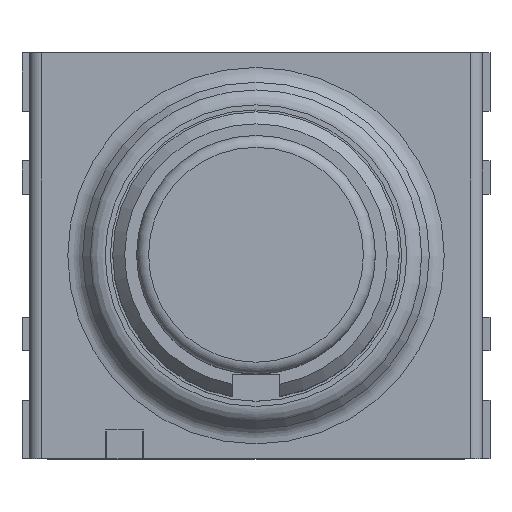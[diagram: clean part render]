
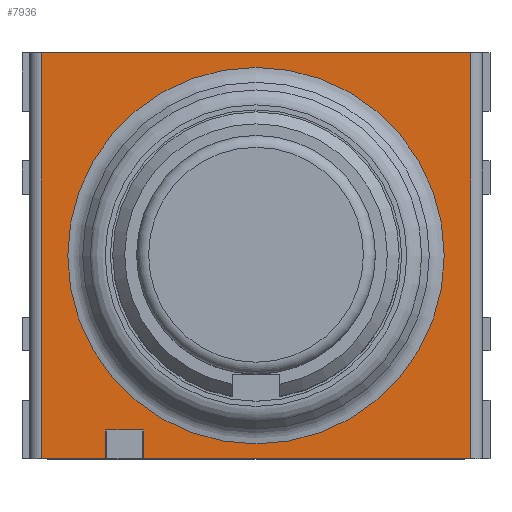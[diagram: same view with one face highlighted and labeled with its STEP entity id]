
A CAD part, top view. The second image highlights one B-rep face of the part: STEP entity #7936.
In plain terms, the highlighted planar face has unit normal (0, 0, 1).
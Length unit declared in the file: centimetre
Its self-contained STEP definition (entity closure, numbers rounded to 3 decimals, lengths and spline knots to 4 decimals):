
#66=FACE_BOUND('',#2890,.T.);
#204=PLANE('',#8516);
#688=LINE('',#12160,#1563);
#698=LINE('',#12187,#1573);
#736=LINE('',#12318,#1611);
#739=LINE('',#12324,#1614);
#743=LINE('',#12330,#1618);
#748=LINE('',#12342,#1623);
#752=LINE('',#12351,#1627);
#757=LINE('',#12361,#1632);
#765=LINE('',#12377,#1640);
#766=LINE('',#12378,#1641);
#1563=VECTOR('',#9793,1.);
#1573=VECTOR('',#9813,1.);
#1611=VECTOR('',#9925,1.);
#1614=VECTOR('',#9930,1.);
#1618=VECTOR('',#9936,1.);
#1623=VECTOR('',#9945,1.);
#1627=VECTOR('',#9953,1.);
#1632=VECTOR('',#9960,1.);
#1640=VECTOR('',#9972,1.);
#1641=VECTOR('',#9973,1.);
#2436=FACE_OUTER_BOUND('',#2889,.T.);
#2889=EDGE_LOOP('',(#6344,#6345,#6346,#6347,#6348,#6349,#6350,#6351,#6352,
#6353));
#2890=EDGE_LOOP('',(#6354));
#3275=CIRCLE('',#8517,0.7884);
#3713=VERTEX_POINT('',#12157);
#3714=VERTEX_POINT('',#12159);
#3724=VERTEX_POINT('',#12181);
#3726=VERTEX_POINT('',#12185);
#3782=VERTEX_POINT('',#12317);
#3784=VERTEX_POINT('',#12323);
#3785=VERTEX_POINT('',#12328);
#3790=VERTEX_POINT('',#12340);
#3792=VERTEX_POINT('',#12347);
#3797=VERTEX_POINT('',#12360);
#3804=VERTEX_POINT('',#12379);
#4638=EDGE_CURVE('',#3714,#3713,#688,.T.);
#4651=EDGE_CURVE('',#3724,#3726,#698,.T.);
#4711=EDGE_CURVE('',#3726,#3782,#736,.T.);
#4714=EDGE_CURVE('',#3713,#3784,#739,.T.);
#4718=EDGE_CURVE('',#3784,#3785,#743,.T.);
#4724=EDGE_CURVE('',#3782,#3790,#748,.T.);
#4729=EDGE_CURVE('',#3714,#3792,#752,.T.);
#4734=EDGE_CURVE('',#3797,#3792,#757,.T.);
#4743=EDGE_CURVE('',#3797,#3790,#765,.T.);
#4744=EDGE_CURVE('',#3785,#3724,#766,.T.);
#4745=EDGE_CURVE('',#3804,#3804,#3275,.T.);
#6344=ORIENTED_EDGE('',*,*,#4711,.T.);
#6345=ORIENTED_EDGE('',*,*,#4724,.T.);
#6346=ORIENTED_EDGE('',*,*,#4743,.F.);
#6347=ORIENTED_EDGE('',*,*,#4734,.T.);
#6348=ORIENTED_EDGE('',*,*,#4729,.F.);
#6349=ORIENTED_EDGE('',*,*,#4638,.T.);
#6350=ORIENTED_EDGE('',*,*,#4714,.T.);
#6351=ORIENTED_EDGE('',*,*,#4718,.T.);
#6352=ORIENTED_EDGE('',*,*,#4744,.T.);
#6353=ORIENTED_EDGE('',*,*,#4651,.T.);
#6354=ORIENTED_EDGE('',*,*,#4745,.F.);
#7936=ADVANCED_FACE('',(#2436,#66),#204,.T.);
#8516=AXIS2_PLACEMENT_3D('',#12376,#9970,#9971);
#8517=AXIS2_PLACEMENT_3D('',#12380,#9974,#9975);
#9793=DIRECTION('',(1.,0.,0.));
#9813=DIRECTION('',(1.,0.,0.));
#9925=DIRECTION('',(0.,-1.,0.));
#9930=DIRECTION('',(0.,1.,0.));
#9936=DIRECTION('',(1.,0.,0.));
#9945=DIRECTION('',(1.,0.,0.));
#9953=DIRECTION('',(0.,1.,0.));
#9960=DIRECTION('',(-1.,0.,0.));
#9970=DIRECTION('center_axis',(0.,0.,
1.));
#9971=DIRECTION('ref_axis',(0.,1.,0.));
#9972=DIRECTION('',(0.,-1.,0.));
#9973=DIRECTION('',(1.,0.,0.));
#9974=DIRECTION('center_axis',(0.,0.,
1.));
#9975=DIRECTION('ref_axis',(0.,-1.,0.));
#12157=CARTESIAN_POINT('',(-0.63,-0.85,1.45));
#12159=CARTESIAN_POINT('',(-0.9,-0.85,1.45));
#12160=CARTESIAN_POINT('',(-0.95,-0.85,1.45));
#12181=CARTESIAN_POINT('',(-0.475,-0.73,1.45));
#12185=CARTESIAN_POINT('',(-0.47,-0.73,1.45));
#12187=CARTESIAN_POINT('',(0.16,-0.73,1.45));
#12317=CARTESIAN_POINT('',(-0.47,-0.85,1.45));
#12318=CARTESIAN_POINT('',(-0.47,-0.365,1.45));
#12323=CARTESIAN_POINT('',(-0.63,-0.73,1.45));
#12324=CARTESIAN_POINT('',(-0.63,-0.425,1.45));
#12328=CARTESIAN_POINT('',(-0.625,-0.73,1.45));
#12330=CARTESIAN_POINT('',(0.16,-0.73,1.45));
#12340=CARTESIAN_POINT('',(0.9,-0.85,1.45));
#12342=CARTESIAN_POINT('',(-0.95,-0.85,1.45));
#12347=CARTESIAN_POINT('',(-0.9,0.85,1.45));
#12351=CARTESIAN_POINT('',(-0.9,0.,1.45));
#12360=CARTESIAN_POINT('',(0.9,0.85,1.45));
#12361=CARTESIAN_POINT('',(-0.95,0.85,1.45));
#12376=CARTESIAN_POINT('Origin',(0.95,0.,1.45));
#12377=CARTESIAN_POINT('',(0.9,0.,1.45));
#12378=CARTESIAN_POINT('',(-0.475,-0.73,1.45));
#12379=CARTESIAN_POINT('',(0.,0.7884,1.45));
#12380=CARTESIAN_POINT('Origin',(0.,0.,
1.45));
